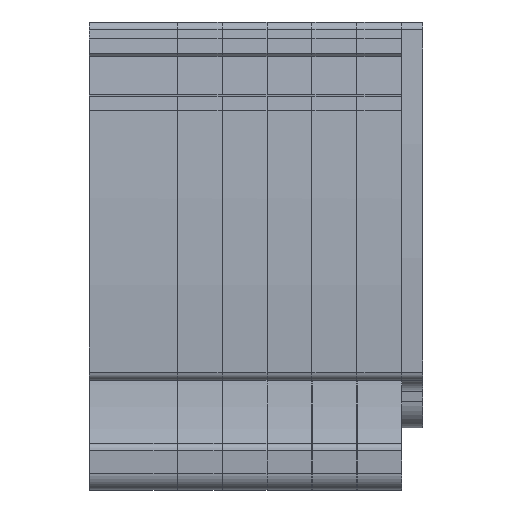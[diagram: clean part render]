
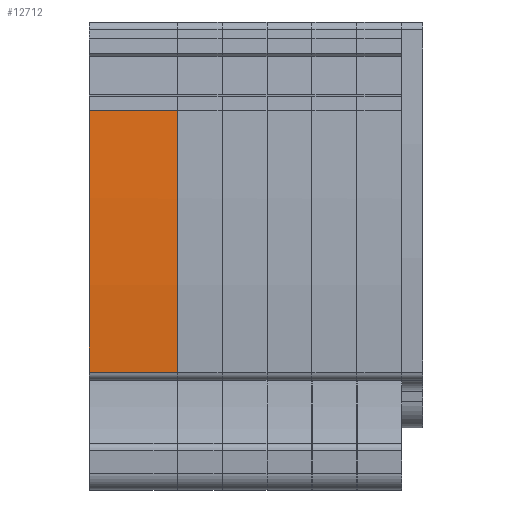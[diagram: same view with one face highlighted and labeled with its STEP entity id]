
A CAD part, front view. The second image highlights one B-rep face of the part: STEP entity #12712.
In plain terms, the highlighted cylindrical face has radius 240 mm (diameter 480 mm), a partial arc.
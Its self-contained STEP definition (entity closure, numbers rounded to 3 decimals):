
#7574=AXIS2_PLACEMENT_3D('Circle Axis2P3D',#7572,#7573,$) ;
#7581=AXIS2_PLACEMENT_3D('Circle Axis2P3D',#7579,#7580,$) ;
#9097=AXIS2_PLACEMENT_3D('Circle Axis2P3D',#9095,#9096,$) ;
#12399=AXIS2_PLACEMENT_3D('Cylinder Axis2P3D',#12396,#12397,#12398) ;
#7569=CARTESIAN_POINT('Vertex',(10.,1.741,43.048)) ;
#7572=CARTESIAN_POINT('Axis2P3D Location',(10.,241.198,26.498)) ;
#7576=CARTESIAN_POINT('Vertex',(10.,1.731,42.906)) ;
#7579=CARTESIAN_POINT('Axis2P3D Location',(10.,241.17,26.5)) ;
#7583=CARTESIAN_POINT('Vertex',(10.,1.528,13.395)) ;
#9092=CARTESIAN_POINT('Vertex',(0.,1.528,13.395)) ;
#9095=CARTESIAN_POINT('Axis2P3D Location',(0.,241.17,26.5)) ;
#9099=CARTESIAN_POINT('Vertex',(0.,1.741,43.048)) ;
#12396=CARTESIAN_POINT('Axis2P3D Location',(5.,241.17,26.5)) ;
#12688=CARTESIAN_POINT('Line Origine',(5.,1.741,43.048)) ;
#12700=CARTESIAN_POINT('Line Origine',(5.,1.528,13.395)) ;
#7573=DIRECTION('Axis2P3D Direction',(1.,0.,0.)) ;
#7580=DIRECTION('Axis2P3D Direction',(1.,0.,0.)) ;
#9096=DIRECTION('Axis2P3D Direction',(1.,0.,0.)) ;
#12397=DIRECTION('Axis2P3D Direction',(1.,0.,0.)) ;
#12398=DIRECTION('Axis2P3D XDirection',(0.,-0.994,0.107)) ;
#12689=DIRECTION('Vector Direction',(-1.,0.,0.)) ;
#12701=DIRECTION('Vector Direction',(1.,0.,0.)) ;
#12690=VECTOR('Line Direction',#12689,1.) ;
#12702=VECTOR('Line Direction',#12701,1.) ;
#12706=ORIENTED_EDGE('',*,*,#12704,.F.) ;
#12707=ORIENTED_EDGE('',*,*,#7585,.F.) ;
#12708=ORIENTED_EDGE('',*,*,#7578,.F.) ;
#12709=ORIENTED_EDGE('',*,*,#12692,.T.) ;
#12710=ORIENTED_EDGE('',*,*,#9101,.T.) ;
#12712=ADVANCED_FACE('V3',(#12711),#12400,.T.) ;
#7575=CIRCLE('generated circle',#7574,240.028) ;
#7582=CIRCLE('generated circle',#7581,240.) ;
#9098=CIRCLE('generated circle',#9097,240.) ;
#12400=CYLINDRICAL_SURFACE('generated cylinder',#12399,240.) ;
#7578=EDGE_CURVE('',#7570,#7577,#7575,.T.) ;
#7585=EDGE_CURVE('',#7577,#7584,#7582,.T.) ;
#9101=EDGE_CURVE('',#9100,#9093,#9098,.T.) ;
#12692=EDGE_CURVE('',#7570,#9100,#12691,.T.) ;
#12704=EDGE_CURVE('',#7584,#9093,#12703,.F.) ;
#12705=EDGE_LOOP('',(#12706,#12707,#12708,#12709,#12710)) ;
#12711=FACE_OUTER_BOUND('',#12705,.T.) ;
#12691=LINE('Line',#12688,#12690) ;
#12703=LINE('Line',#12700,#12702) ;
#7570=VERTEX_POINT('',#7569) ;
#7577=VERTEX_POINT('',#7576) ;
#7584=VERTEX_POINT('',#7583) ;
#9093=VERTEX_POINT('',#9092) ;
#9100=VERTEX_POINT('',#9099) ;
